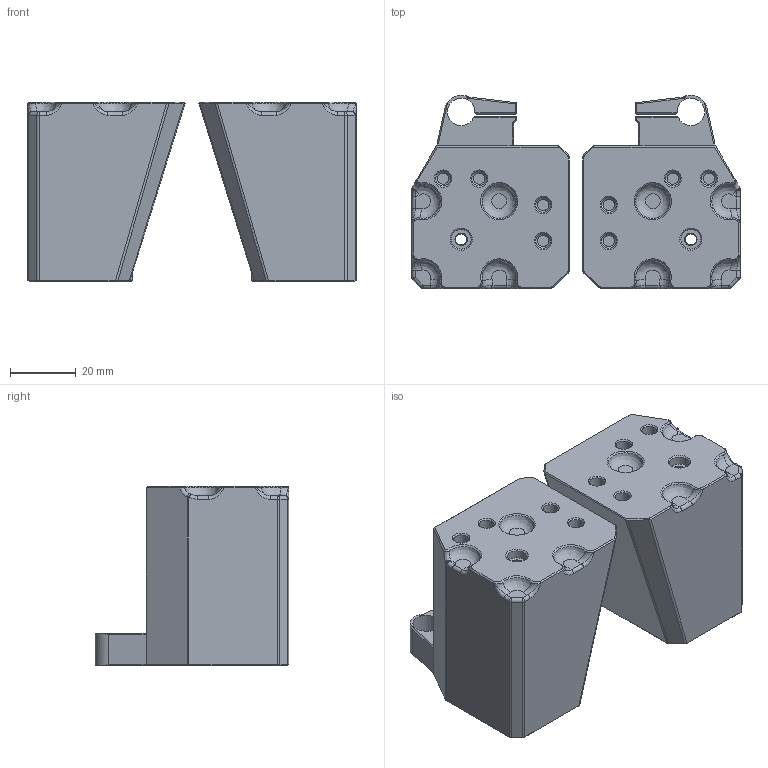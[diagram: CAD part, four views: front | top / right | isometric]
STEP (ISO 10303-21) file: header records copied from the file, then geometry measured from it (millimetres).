
FILE_DESCRIPTION(/* description */ (''),/* implementation_level */ '2;1');
FILE_NAME(/* name */ 'y_rod_holder_front.step',/* time_stamp */ '2025-07-28T12:40:24+02:00',/* author */ (''),/* organization */ (''),/* preprocessor_version */ 'ST-DEVELOPER v20.1',/* originating_system */ 'Autodesk Translation Framework v14.10.0.0',/* authorisation */ '');
FILE_SCHEMA (('AUTOMOTIVE_DESIGN { 1 0 10303 214 3 1 1 }'));
Length unit declared in the file: millimetre
Products named in the file (1): y_rod_holder_front
Bounding box: 100 x 59 x 54.8 mm (x, y, z)
Volume: 181510.1 mm3; surface area: 28688.4 mm2
Topology: 2 solids, 2 shells, 476 faces, 1110 edges, 662 vertices
Faces by surface type: plane 186, bspline 102, cone 90, cylinder 80, torus 12, sphere 6
Full cylindrical faces by diameter (mm): 3.4 x14, 4.5 x8, 4.6 x6, 5.4 x2, 6 x2
Entity records: 15667 total; most frequent: CARTESIAN_POINT 5275, ORIENTED_EDGE 2220, DIRECTION 1978, EDGE_CURVE 1110, AXIS2_PLACEMENT_3D 681, VERTEX_POINT 662, LINE 616, VECTOR 616
